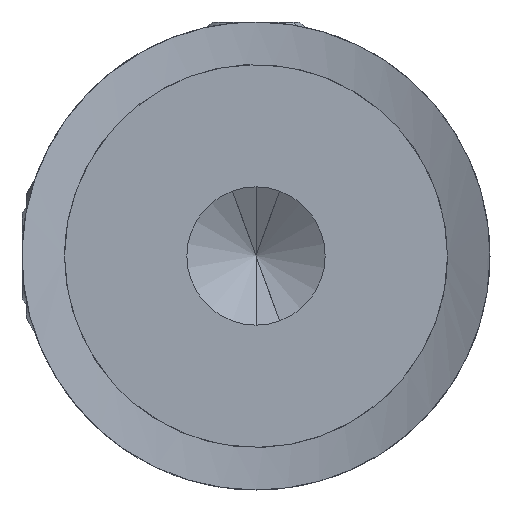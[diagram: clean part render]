
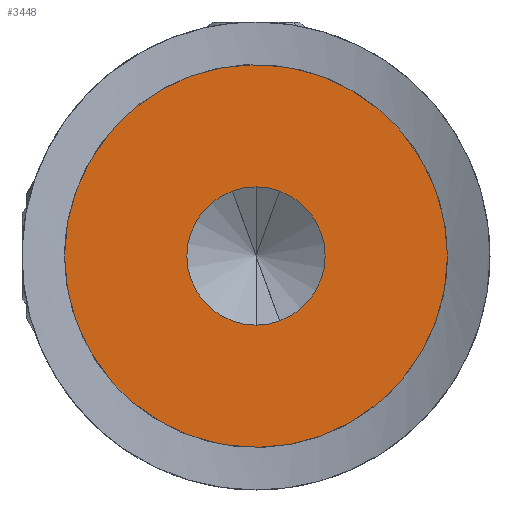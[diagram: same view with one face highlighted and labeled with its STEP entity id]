
A CAD part, front view. The second image highlights one B-rep face of the part: STEP entity #3448.
In plain terms, the highlighted face is planar.
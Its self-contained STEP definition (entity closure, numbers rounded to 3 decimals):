
#184 = DIRECTION ( 'NONE',  ( 0., -1., 0. ) ) ;
#203 = FACE_BOUND ( 'NONE', #2021, .T. ) ;
#437 = CIRCLE ( 'NONE', #689, 9. ) ;
#452 = DIRECTION ( 'NONE',  ( 1., 0., 0. ) ) ;
#471 = CARTESIAN_POINT ( 'NONE',  ( 0., 2., 0. ) ) ;
#524 = DIRECTION ( 'NONE',  ( 0., -1., 0. ) ) ;
#554 = CARTESIAN_POINT ( 'NONE',  ( 0., 2., 0. ) ) ;
#654 = EDGE_CURVE ( 'NONE', #2368, #789, #2610, .T. ) ;
#678 = AXIS2_PLACEMENT_3D ( 'NONE', #554, #3616, #3598 ) ;
#689 = AXIS2_PLACEMENT_3D ( 'NONE', #2632, #184, #1705 ) ;
#755 = DIRECTION ( 'NONE',  ( 0., -1., 0. ) ) ;
#787 = EDGE_CURVE ( 'NONE', #2236, #3636, #3202, .T. ) ;
#789 = VERTEX_POINT ( 'NONE', #3166 ) ;
#969 = ORIENTED_EDGE ( 'NONE', *, *, #3417, .F. ) ;
#970 = ORIENTED_EDGE ( 'NONE', *, *, #1392, .F. ) ;
#1016 = AXIS2_PLACEMENT_3D ( 'NONE', #1567, #2775, #3736 ) ;
#1392 = EDGE_CURVE ( 'NONE', #789, #2368, #3048, .T. ) ;
#1567 = CARTESIAN_POINT ( 'NONE',  ( 0., 2., 0. ) ) ;
#1698 = ORIENTED_EDGE ( 'NONE', *, *, #654, .F. ) ;
#1705 = DIRECTION ( 'NONE',  ( 1., 0., 0. ) ) ;
#1714 = ORIENTED_EDGE ( 'NONE', *, *, #787, .F. ) ;
#2021 = EDGE_LOOP ( 'NONE', ( #970, #1698 ) ) ;
#2127 = CARTESIAN_POINT ( 'NONE',  ( -9., 2., 0. ) ) ;
#2236 = VERTEX_POINT ( 'NONE', #3156 ) ;
#2281 = PLANE ( 'NONE',  #3451 ) ;
#2355 = FACE_OUTER_BOUND ( 'NONE', #2612, .T. ) ;
#2368 = VERTEX_POINT ( 'NONE', #3458 ) ;
#2577 = CARTESIAN_POINT ( 'NONE',  ( 0., 2., 0. ) ) ;
#2610 = CIRCLE ( 'NONE', #1016, 3.25 ) ;
#2612 = EDGE_LOOP ( 'NONE', ( #1714, #969 ) ) ;
#2632 = CARTESIAN_POINT ( 'NONE',  ( 0., 2., 0. ) ) ;
#2775 = DIRECTION ( 'NONE',  ( 0., 1., 0. ) ) ;
#2999 = AXIS2_PLACEMENT_3D ( 'NONE', #471, #755, #3829 ) ;
#3048 = CIRCLE ( 'NONE', #678, 3.25 ) ;
#3156 = CARTESIAN_POINT ( 'NONE',  ( 9., 2., 0. ) ) ;
#3166 = CARTESIAN_POINT ( 'NONE',  ( 0., 2., -3.25 ) ) ;
#3202 = CIRCLE ( 'NONE', #2999, 9. ) ;
#3417 = EDGE_CURVE ( 'NONE', #3636, #2236, #437, .T. ) ;
#3448 = ADVANCED_FACE ( 'NONE', ( #2355, #203 ), #2281, .F. ) ;
#3451 = AXIS2_PLACEMENT_3D ( 'NONE', #2577, #524, #452 ) ;
#3458 = CARTESIAN_POINT ( 'NONE',  ( 0., 2., 3.25 ) ) ;
#3598 = DIRECTION ( 'NONE',  ( 1., 0., 0. ) ) ;
#3616 = DIRECTION ( 'NONE',  ( 0., 1., 0. ) ) ;
#3636 = VERTEX_POINT ( 'NONE', #2127 ) ;
#3736 = DIRECTION ( 'NONE',  ( 1., 0., 0. ) ) ;
#3829 = DIRECTION ( 'NONE',  ( 1., 0., 0. ) ) ;
